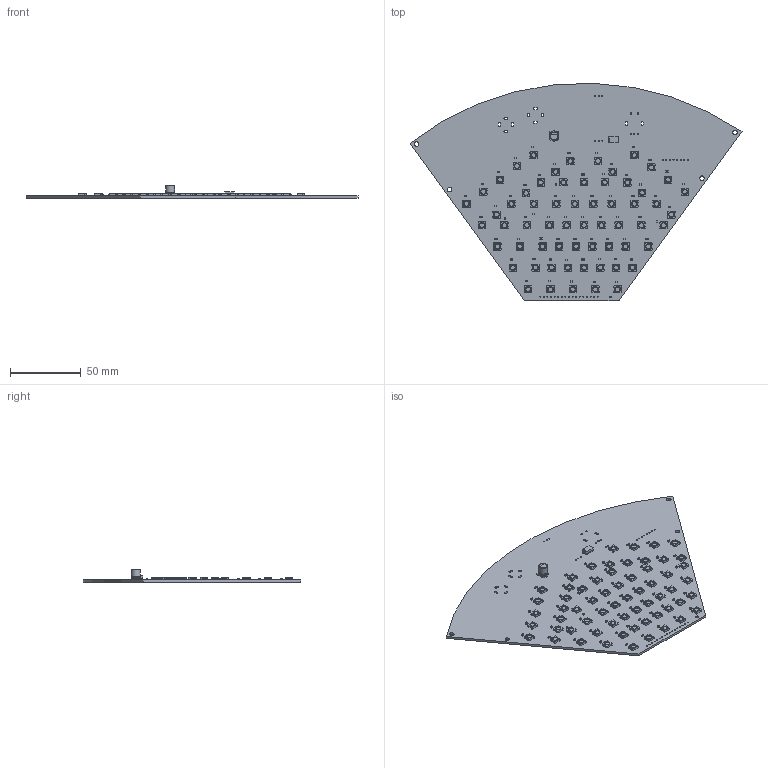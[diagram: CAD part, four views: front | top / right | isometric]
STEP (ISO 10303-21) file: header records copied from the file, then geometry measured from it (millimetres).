
FILE_DESCRIPTION(('KiCad electronic assembly'),'2;1');
FILE_NAME('MDMA.step','2021-04-11T19:05:01',('An Author'),('A Company'), 'Open CASCADE STEP processor 6.9','KiCad to STEP converter','Unknown' );
FILE_SCHEMA(('AUTOMOTIVE_DESIGN { 1 0 10303 214 1 1 1 1 }'));
Length unit declared in the file: millimetre
Products named in the file (12): Open CASCADE STEP translator 6.9 1; R_0603_1608Metric; SOLID; CP_EIA-7343-30_AVX-N; CP_Elec_6.3x7.7; C_0603_1608Metric; LED_WS2812B_PLCC4_5.0x5.0mm_P3.2mm; COMPOUND
Assembly tree (134 placements, depth 3):
  Open CASCADE STEP translator 6.9 1
    R_0603_1608Metric  x2
      SOLID
    CP_EIA-7343-30_AVX-N
      SOLID
    CP_Elec_6.3x7.7
      SOLID
    C_0603_1608Metric  x62
      SOLID
    LED_WS2812B_PLCC4_5.0x5.0mm_P3.2mm  x62
      SOLID
    COMPOUND
Bounding box: 234.97 x 153.76 x 9.85 mm (x, y, z)
Volume: 40043.5 mm3; surface area: 54672.1 mm2
Topology: 129 solids, 129 shells, 6176 faces, 17536 edges, 11559 vertices
Faces by surface type: plane 3899, cylinder 2200, cone 62, bspline 10, torus 4, revolution 1
Full cylindrical faces by diameter (mm): 0.75 x23, 0.762 x8, 1 x5, 3.2 x4, 3.333 x62, 6.3 x2
Entity records: 23991 total; most frequent: CARTESIAN_POINT 5242, DIRECTION 3266, LINE 1893, VECTOR 1893, ORIENTED_EDGE 1630, PCURVE 1630, DEFINITIONAL_REPRESENTATION 1630, EDGE_CURVE 815
